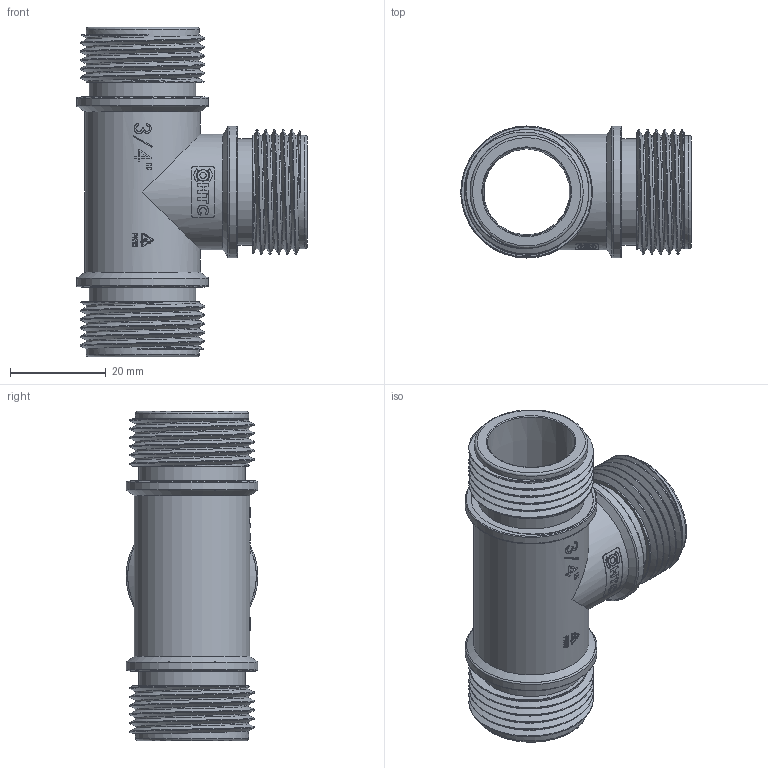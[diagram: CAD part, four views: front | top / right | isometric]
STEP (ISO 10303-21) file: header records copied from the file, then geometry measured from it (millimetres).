
FILE_DESCRIPTION(/* description */ (''),/* implementation_level */ '2;1');
FILE_NAME(/* name */ '三通3-4寸_20250606_2308.stp',/* time_stamp */ '2025-06-06T23:08:57+08:00',/* author */ (''),/* organization */ (''),/* preprocessor_version */ 'ST-DEVELOPER v16.7',/* originating_system */ 'SIEMENS PLM Software NX 12.0',/* authorisation */ '');
FILE_SCHEMA (('AP203_CONFIGURATION_CONTROLLED_3D_DESIGN_OF_MECHANICAL_PARTS_AND_ASSEMBLIES_MIM_LF { 1 0 10303 403 2 1 2}'));
Length unit declared in the file: millimetre
Products named in the file (1): Admi0454503Afspk
Bounding box: 48.1 x 27.5 x 68.7 mm (x, y, z)
Volume: 18626 mm3; surface area: 15404 mm2
Topology: 1 solids, 1 shells, 278 faces, 723 edges, 480 vertices
Faces by surface type: plane 138, cylinder 80, bspline 21, extrusion 18, torus 12, cone 9
Full cylindrical faces by diameter (mm): 1.296 x1, 2.365 x1, 22.2 x3, 23.6 x15, 24.117 x2, 27.5 x3
Entity records: 23237 total; most frequent: CARTESIAN_POINT 15645, ORIENTED_EDGE 1248, DIRECTION 1129, EDGE_CURVE 624, AXIS2_PLACEMENT_3D 437, VERTEX_POINT 432, EDGE_LOOP 336, ADVANCED_FACE 263
